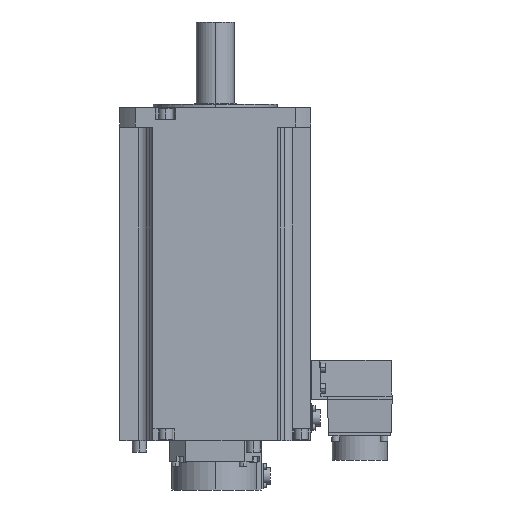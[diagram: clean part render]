
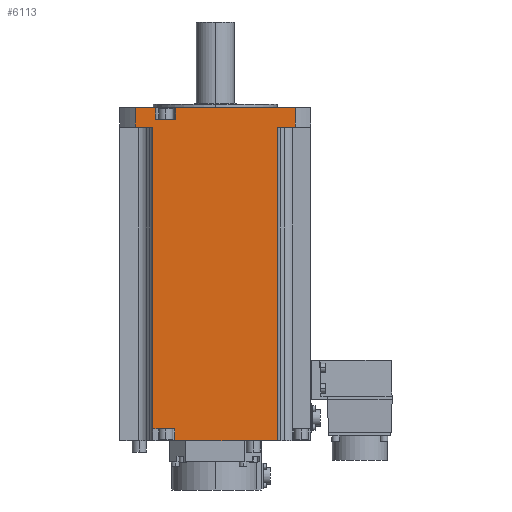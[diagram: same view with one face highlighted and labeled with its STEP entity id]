
A CAD part, left-side view. The second image highlights one B-rep face of the part: STEP entity #6113.
In plain terms, the highlighted planar face has unit normal (-1, 0, 0).
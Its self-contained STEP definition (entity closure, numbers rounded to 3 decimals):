
#554=DIRECTION('',(0.,0.,-1.));
#555=VECTOR('',#554,278.5);
#556=CARTESIAN_POINT('',(-88.,57.5,-18.));
#557=LINE('',#556,#555);
#558=DIRECTION('',(0.,0.,-1.));
#559=VECTOR('',#558,289.5);
#560=CARTESIAN_POINT('',(-88.,-57.5,-18.));
#561=LINE('',#560,#559);
#562=DIRECTION('',(0.,-1.,0.));
#563=VECTOR('',#562,18.834);
#564=CARTESIAN_POINT('',(-88.,74.034,0.));
#565=LINE('',#564,#563);
#566=DIRECTION('',(0.,-1.,0.));
#567=VECTOR('',#566,110.434);
#568=CARTESIAN_POINT('',(-88.,36.4,0.));
#569=LINE('',#568,#567);
#570=DIRECTION('',(0.,0.,-1.));
#571=VECTOR('',#570,18.);
#572=CARTESIAN_POINT('',(-88.,-74.034,0.));
#573=LINE('',#572,#571);
#574=DIRECTION('',(0.,1.,0.));
#575=VECTOR('',#574,16.534);
#576=CARTESIAN_POINT('',(-88.,-74.034,-18.));
#577=LINE('',#576,#575);
#742=DIRECTION('',(0.,-1.,0.));
#743=VECTOR('',#742,95.);
#744=CARTESIAN_POINT('',(-88.,37.5,-307.5));
#745=LINE('',#744,#743);
#957=DIRECTION('',(0.,-1.,0.));
#958=VECTOR('',#957,20.);
#959=CARTESIAN_POINT('',(-88.,57.5,-296.5));
#960=LINE('',#959,#958);
#988=DIRECTION('',(0.,0.,-1.));
#989=VECTOR('',#988,11.);
#990=CARTESIAN_POINT('',(-88.,37.5,-296.5));
#991=LINE('',#990,#989);
#1972=DIRECTION('',(0.,-1.,0.));
#1973=VECTOR('',#1972,16.534);
#1974=CARTESIAN_POINT('',(-88.,74.034,-18.));
#1975=LINE('',#1974,#1973);
#2004=DIRECTION('',(0.,0.,-1.));
#2005=VECTOR('',#2004,18.);
#2006=CARTESIAN_POINT('',(-88.,74.034,0.));
#2007=LINE('',#2006,#2005);
#2016=DIRECTION('',(0.,0.,1.));
#2017=VECTOR('',#2016,11.);
#2018=CARTESIAN_POINT('',(-88.,55.2,-11.));
#2019=LINE('',#2018,#2017);
#2038=DIRECTION('',(0.,1.,0.));
#2039=VECTOR('',#2038,18.8);
#2040=CARTESIAN_POINT('',(-88.,36.4,-11.));
#2041=LINE('',#2040,#2039);
#2072=DIRECTION('',(0.,0.,-1.));
#2073=VECTOR('',#2072,11.);
#2074=CARTESIAN_POINT('',(-88.,36.4,0.));
#2075=LINE('',#2074,#2073);
#4205=CARTESIAN_POINT('',(-88.,-74.034,0.));
#4206=VERTEX_POINT('',#4205);
#4213=CARTESIAN_POINT('',(-88.,74.034,0.));
#4215=VERTEX_POINT('',#4213);
#4283=CARTESIAN_POINT('',(-88.,-74.034,-18.));
#4284=VERTEX_POINT('',#4283);
#4299=CARTESIAN_POINT('',(-88.,-57.5,-18.));
#4300=CARTESIAN_POINT('',(-88.,-57.5,-307.5));
#4301=VERTEX_POINT('',#4299);
#4302=VERTEX_POINT('',#4300);
#4303=CARTESIAN_POINT('',(-88.,57.5,-18.));
#4304=CARTESIAN_POINT('',(-88.,57.5,-296.5));
#4305=VERTEX_POINT('',#4303);
#4306=VERTEX_POINT('',#4304);
#4307=CARTESIAN_POINT('',(-88.,55.2,0.));
#4308=VERTEX_POINT('',#4307);
#4309=CARTESIAN_POINT('',(-88.,36.4,0.));
#4310=VERTEX_POINT('',#4309);
#4373=CARTESIAN_POINT('',(-88.,74.034,-18.));
#4374=VERTEX_POINT('',#4373);
#4379=CARTESIAN_POINT('',(-88.,55.2,-11.));
#4380=VERTEX_POINT('',#4379);
#4387=CARTESIAN_POINT('',(-88.,36.4,-11.));
#4388=VERTEX_POINT('',#4387);
#4593=CARTESIAN_POINT('',(-88.,37.5,-307.5));
#4594=VERTEX_POINT('',#4593);
#4727=CARTESIAN_POINT('',(-88.,37.5,-296.5));
#4728=VERTEX_POINT('',#4727);
#6081=CARTESIAN_POINT('',(-88.,0.,-153.75));
#6082=DIRECTION('',(1.,0.,0.));
#6083=DIRECTION('',(0.,0.,1.));
#6084=AXIS2_PLACEMENT_3D('',#6081,#6082,#6083);
#6085=PLANE('',#6084);
#6087=ORIENTED_EDGE('',*,*,#6086,.T.);
#6089=ORIENTED_EDGE('',*,*,#6088,.F.);
#6091=ORIENTED_EDGE('',*,*,#6090,.F.);
#6093=ORIENTED_EDGE('',*,*,#6092,.F.);
#6094=ORIENTED_EDGE('',*,*,#6070,.F.);
#6096=ORIENTED_EDGE('',*,*,#6095,.F.);
#6098=ORIENTED_EDGE('',*,*,#6097,.F.);
#6099=ORIENTED_EDGE('',*,*,#5557,.T.);
#6101=ORIENTED_EDGE('',*,*,#6100,.F.);
#6103=ORIENTED_EDGE('',*,*,#6102,.F.);
#6105=ORIENTED_EDGE('',*,*,#6104,.F.);
#6106=ORIENTED_EDGE('',*,*,#5547,.T.);
#6108=ORIENTED_EDGE('',*,*,#6107,.T.);
#6110=ORIENTED_EDGE('',*,*,#6109,.T.);
#6111=EDGE_LOOP('',(#6087,#6089,#6091,#6093,#6094,#6096,#6098,#6099,#6101,#6103,
#6105,#6106,#6108,#6110));
#6112=FACE_OUTER_BOUND('',#6111,.F.);
#6113=ADVANCED_FACE('',(#6112),#6085,.F.);
#5547=EDGE_CURVE('',#4310,#4206,#569,.T.);
#5557=EDGE_CURVE('',#4215,#4308,#565,.T.);
#6070=EDGE_CURVE('',#4305,#4306,#557,.T.);
#6086=EDGE_CURVE('',#4301,#4302,#561,.T.);
#6088=EDGE_CURVE('',#4594,#4302,#745,.T.);
#6090=EDGE_CURVE('',#4728,#4594,#991,.T.);
#6092=EDGE_CURVE('',#4306,#4728,#960,.T.);
#6095=EDGE_CURVE('',#4374,#4305,#1975,.T.);
#6097=EDGE_CURVE('',#4215,#4374,#2007,.T.);
#6100=EDGE_CURVE('',#4380,#4308,#2019,.T.);
#6102=EDGE_CURVE('',#4388,#4380,#2041,.T.);
#6104=EDGE_CURVE('',#4310,#4388,#2075,.T.);
#6107=EDGE_CURVE('',#4206,#4284,#573,.T.);
#6109=EDGE_CURVE('',#4284,#4301,#577,.T.);
